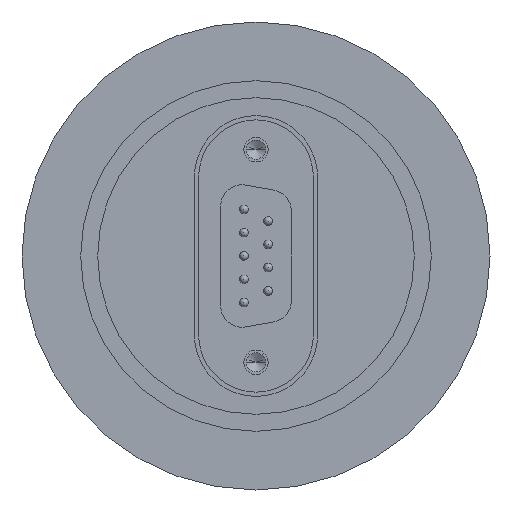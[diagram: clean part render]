
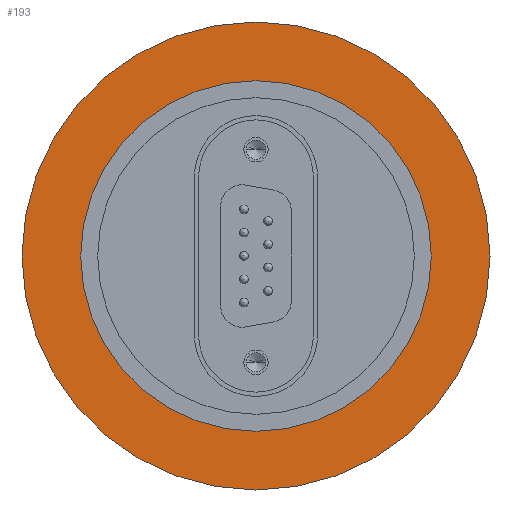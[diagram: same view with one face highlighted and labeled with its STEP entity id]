
A CAD part, left-side view. The second image highlights one B-rep face of the part: STEP entity #193.
In plain terms, the highlighted planar face has unit normal (-1, 0, 0).
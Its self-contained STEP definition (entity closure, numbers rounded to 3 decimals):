
#1 = EDGE_LOOP ( 'NONE', ( #2610, #3098 ) ) ;
#20 = DIRECTION ( 'NONE',  ( -1., 0., 0. ) ) ;
#75 = CARTESIAN_POINT ( 'NONE',  ( 0., 0., 27.5 ) ) ;
#193 = ADVANCED_FACE ( 'NONE', ( #847, #2591 ), #1686, .F. ) ;
#278 = DIRECTION ( 'NONE',  ( 0., 0., 1. ) ) ;
#306 = DIRECTION ( 'NONE',  ( -1., 0., 0. ) ) ;
#327 = CARTESIAN_POINT ( 'NONE',  ( 0., 0., 20.6 ) ) ;
#348 = CARTESIAN_POINT ( 'NONE',  ( 0., 0., -27.5 ) ) ;
#490 = CARTESIAN_POINT ( 'NONE',  ( 0., 0., 0. ) ) ;
#728 = VERTEX_POINT ( 'NONE', #846 ) ;
#846 = CARTESIAN_POINT ( 'NONE',  ( 0., 0., -20.6 ) ) ;
#847 = FACE_BOUND ( 'NONE', #1, .T. ) ;
#1138 = DIRECTION ( 'NONE',  ( -1., 0., 0. ) ) ;
#1155 = CARTESIAN_POINT ( 'NONE',  ( 0., 0., 0. ) ) ;
#1167 = DIRECTION ( 'NONE',  ( 0., 0., 1. ) ) ;
#1227 = EDGE_LOOP ( 'NONE', ( #2676, #2851 ) ) ;
#1339 = AXIS2_PLACEMENT_3D ( 'NONE', #1155, #1138, #1167 ) ;
#1448 = CIRCLE ( 'NONE', #1339, 20.6 ) ;
#1512 = CIRCLE ( 'NONE', #3103, 20.6 ) ;
#1557 = CIRCLE ( 'NONE', #2925, 27.5 ) ;
#1686 = PLANE ( 'NONE',  #2421 ) ;
#1771 = DIRECTION ( 'NONE',  ( 0., 0., -1. ) ) ;
#1817 = DIRECTION ( 'NONE',  ( 1., 0., 0. ) ) ;
#1836 = VERTEX_POINT ( 'NONE', #348 ) ;
#1865 = CARTESIAN_POINT ( 'NONE',  ( 0., 0., -27.5 ) ) ;
#1877 = EDGE_CURVE ( 'NONE', #1836, #3035, #1557, .T. ) ;
#2072 = CIRCLE ( 'NONE', #2631, 27.5 ) ;
#2196 = CARTESIAN_POINT ( 'NONE',  ( 0., 0., 0. ) ) ;
#2421 = AXIS2_PLACEMENT_3D ( 'NONE', #1865, #1817, #1771 ) ;
#2591 = FACE_OUTER_BOUND ( 'NONE', #1227, .T. ) ;
#2610 = ORIENTED_EDGE ( 'NONE', *, *, #2835, .F. ) ;
#2614 = DIRECTION ( 'NONE',  ( 0., 0., 1. ) ) ;
#2631 = AXIS2_PLACEMENT_3D ( 'NONE', #2196, #306, #278 ) ;
#2636 = DIRECTION ( 'NONE',  ( -1., 0., 0. ) ) ;
#2648 = CARTESIAN_POINT ( 'NONE',  ( 0., 0., 0. ) ) ;
#2676 = ORIENTED_EDGE ( 'NONE', *, *, #2677, .T. ) ;
#2677 = EDGE_CURVE ( 'NONE', #3035, #1836, #2072, .T. ) ;
#2835 = EDGE_CURVE ( 'NONE', #3024, #728, #1512, .T. ) ;
#2851 = ORIENTED_EDGE ( 'NONE', *, *, #1877, .T. ) ;
#2862 = DIRECTION ( 'NONE',  ( 0., 0., 1. ) ) ;
#2925 = AXIS2_PLACEMENT_3D ( 'NONE', #490, #20, #2862 ) ;
#3024 = VERTEX_POINT ( 'NONE', #327 ) ;
#3030 = EDGE_CURVE ( 'NONE', #728, #3024, #1448, .T. ) ;
#3035 = VERTEX_POINT ( 'NONE', #75 ) ;
#3098 = ORIENTED_EDGE ( 'NONE', *, *, #3030, .F. ) ;
#3103 = AXIS2_PLACEMENT_3D ( 'NONE', #2648, #2636, #2614 ) ;
